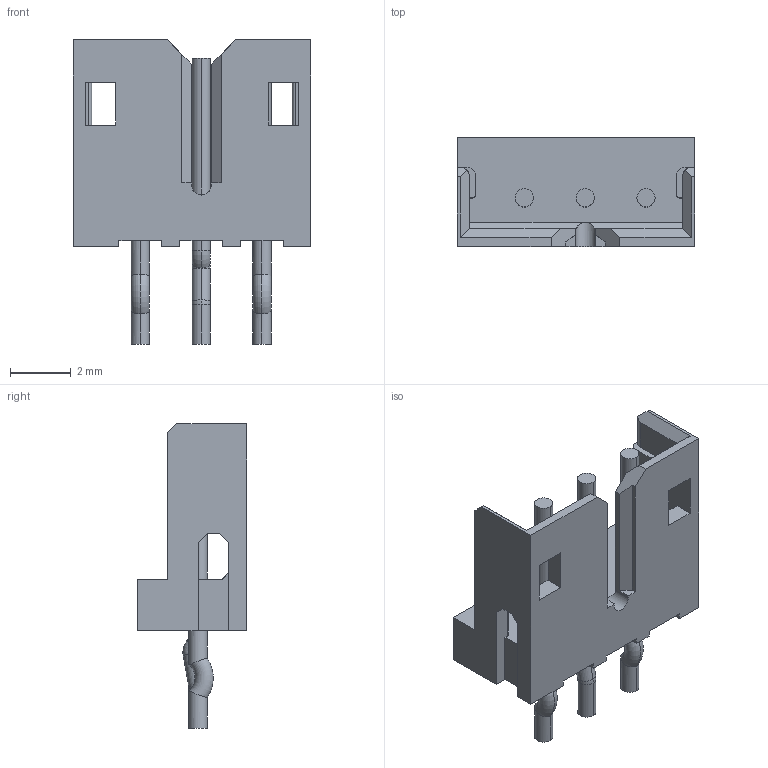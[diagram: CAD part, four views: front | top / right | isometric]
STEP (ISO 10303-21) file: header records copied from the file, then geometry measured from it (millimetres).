
FILE_DESCRIPTION((''),'2;1');
FILE_NAME('C-292161-3','2009-08-26T',('workeradm'),(''),'PRO/ENGINEER BY PARAMETRIC TECHNOLOGY CORPORATION, 2008380','PRO/ENGINEER BY PARAMETRIC TECHNOLOGY CORPORATION, 2008380','');
FILE_SCHEMA(('AUTOMOTIVE_DESIGN { 1 0 10303 214 1 1 1 1 }'));
Length unit declared in the file: millimetre
Products named in the file (1): C-292161-3
Bounding box: 7.8 x 3.6 x 10 mm (x, y, z)
Volume: 77.3 mm3; surface area: 263.8 mm2
Topology: 1 solids, 1 shells, 107 faces, 303 edges, 196 vertices
Faces by surface type: plane 70, cylinder 27, torus 10
Entity records: 3571 total; most frequent: CARTESIAN_POINT 745, ORIENTED_EDGE 602, DIRECTION 549, EDGE_CURVE 301, VECTOR 223, LINE 223, VERTEX_POINT 196, AXIS2_PLACEMENT_3D 163
